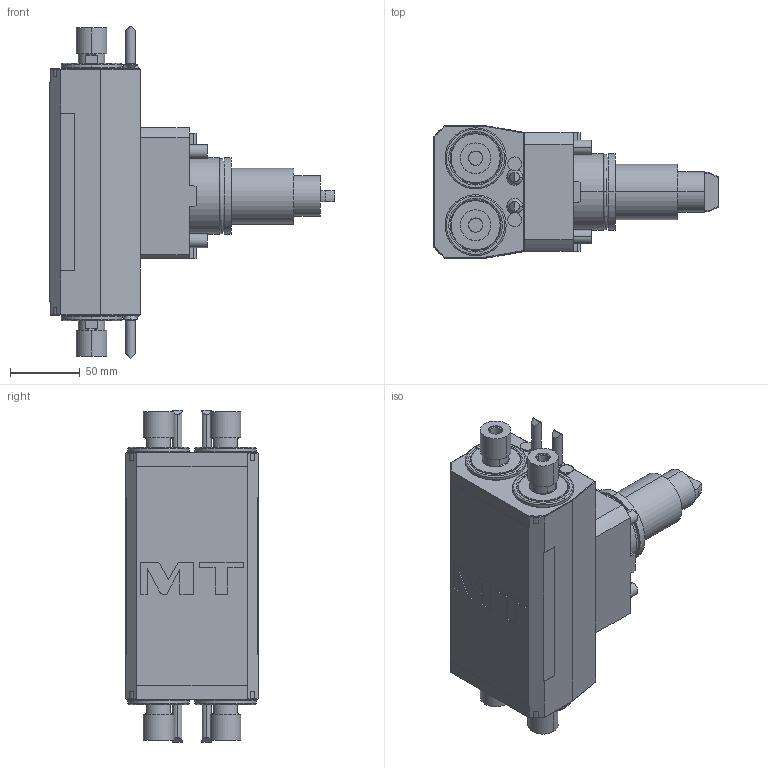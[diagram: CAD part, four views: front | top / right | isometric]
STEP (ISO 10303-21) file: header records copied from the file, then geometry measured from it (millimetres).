
FILE_DESCRIPTION((''),'2;1');
FILE_NAME('DWO2400416_CONF','2023-04-11T15:14:42',('gvalli'),('M.T. srl'),'CREO PARAMETRIC BY PTC INC, 2021072','CREO PARAMETRIC BY PTC INC, 2021072','');
FILE_SCHEMA(('CONFIG_CONTROL_DESIGN'));
Length unit declared in the file: millimetre
Products named in the file (1): DWO2400416_CONF
Bounding box: 204 x 95 x 238 mm (x, y, z)
Volume: 1538062.8 mm3; surface area: 114289.1 mm2
Topology: 1 solids, 1 shells, 406 faces, 931 edges, 590 vertices
Faces by surface type: plane 194, cylinder 134, torus 34, cone 34, sphere 8, extrusion 2
Entity records: 12133 total; most frequent: CARTESIAN_POINT 2735, DIRECTION 2037, ORIENTED_EDGE 1862, EDGE_CURVE 931, AXIS2_PLACEMENT_3D 788, VERTEX_POINT 590, EDGE_LOOP 469, VECTOR 461
